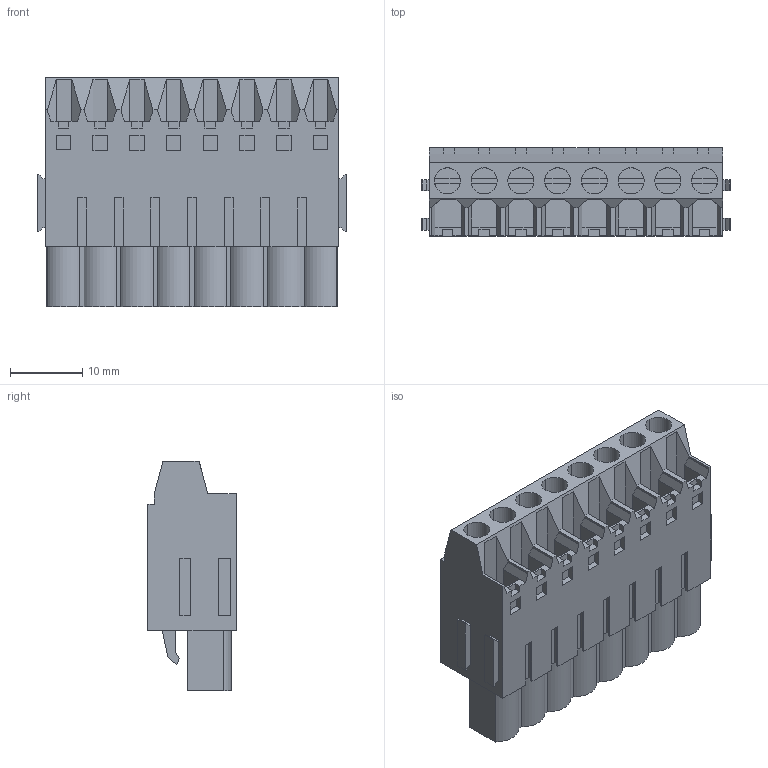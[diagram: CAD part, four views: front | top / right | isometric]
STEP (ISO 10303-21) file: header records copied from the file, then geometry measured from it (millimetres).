
FILE_DESCRIPTION(('CATIA V5 STEP Exchange','CAx-IF Rec.Pracs.--- Model Styling and Organization---1.2---2011-12-15'),'2;1');
FILE_NAME ('D1452517_0_1502460000_1502460000.stp','2017-06-21T11:44:32+00:00',('none'),('Weidmueller'),'CATIA Version 5-6 Release 2014','CATIA V5 STEP AP214','none');
FILE_SCHEMA(('AUTOMOTIVE_DESIGN { 1 0 10303 214 1 1 1 1 }'));
Length unit declared in the file: millimetre
Products named in the file (1): 1502460000
Bounding box: 42.64 x 12.2 x 31.8 mm (x, y, z)
Volume: 10416 mm3; surface area: 6680.7 mm2
Topology: 9 solids, 9 shells, 642 faces, 1781 edges, 1196 vertices
Faces by surface type: plane 586, cylinder 56
Entity records: 18783 total; most frequent: ORIENTED_EDGE 3562, CARTESIAN_POINT 3357, DIRECTION 2521, EDGE_CURVE 1781, VECTOR 1631, LINE 1631, VERTEX_POINT 1196, EDGE_LOOP 681
